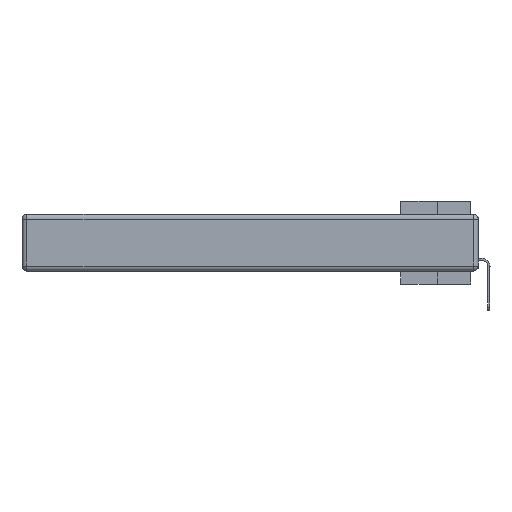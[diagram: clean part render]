
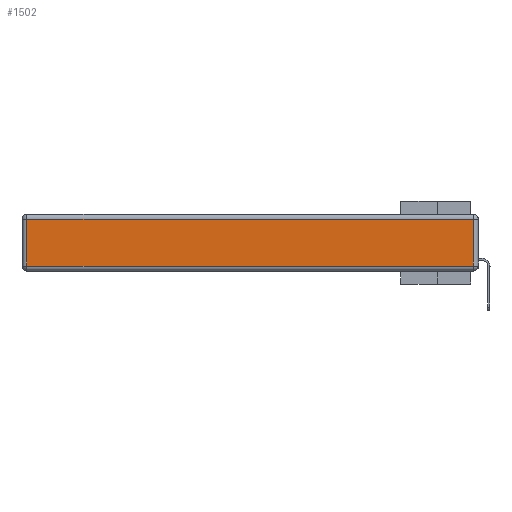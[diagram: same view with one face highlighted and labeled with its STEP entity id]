
A CAD part, left-side view. The second image highlights one B-rep face of the part: STEP entity #1502.
In plain terms, the highlighted planar face has unit normal (-1, 0, 0).
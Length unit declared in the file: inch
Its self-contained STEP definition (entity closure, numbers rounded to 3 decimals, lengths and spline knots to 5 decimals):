
#71 = LINE ( 'NONE', #9644, #29299 ) ;
#188 = VERTEX_POINT ( 'NONE', #23680 ) ;
#225 = DIRECTION ( 'NONE',  ( 0., 0., 1. ) ) ;
#1135 = DIRECTION ( 'NONE',  ( 0., 0., -1. ) ) ;
#1480 = VERTEX_POINT ( 'NONE', #23689 ) ;
#1502 = ADVANCED_FACE ( 'NONE', ( #15319 ), #27774, .T. ) ;
#2400 = VERTEX_POINT ( 'NONE', #9289 ) ;
#3949 = LINE ( 'NONE', #25987, #13697 ) ;
#6320 = EDGE_CURVE ( 'NONE', #26828, #2400, #17049, .T. ) ;
#7030 = VECTOR ( 'NONE', #1135, 39.37008 ) ;
#7897 = EDGE_LOOP ( 'NONE', ( #39517, #8794, #26526, #36340 ) ) ;
#8794 = ORIENTED_EDGE ( 'NONE', *, *, #6320, .T. ) ;
#9289 = CARTESIAN_POINT ( 'NONE',  ( 0., 0.03, -0.03 ) ) ;
#9644 = CARTESIAN_POINT ( 'NONE',  ( 0., 2.75, -0.03 ) ) ;
#10888 = DIRECTION ( 'NONE',  ( 0., -1., 0. ) ) ;
#12103 = DIRECTION ( 'NONE',  ( 0., 1., 0. ) ) ;
#13230 = CARTESIAN_POINT ( 'NONE',  ( 0., 0.03, -0.313 ) ) ;
#13697 = VECTOR ( 'NONE', #10888, 39.37008 ) ;
#13785 = DIRECTION ( 'NONE',  ( 0., 0., 1. ) ) ;
#13910 = EDGE_CURVE ( 'NONE', #1480, #188, #16622, .T. ) ;
#14265 = AXIS2_PLACEMENT_3D ( 'NONE', #15708, #15514, #225 ) ;
#15206 = EDGE_CURVE ( 'NONE', #188, #26828, #3949, .T. ) ;
#15319 = FACE_OUTER_BOUND ( 'NONE', #7897, .T. ) ;
#15514 = DIRECTION ( 'NONE',  ( -1., 0., 0. ) ) ;
#15708 = CARTESIAN_POINT ( 'NONE',  ( 0., 0., -0.343 ) ) ;
#16622 = LINE ( 'NONE', #31763, #7030 ) ;
#17049 = LINE ( 'NONE', #38328, #21211 ) ;
#20309 = EDGE_CURVE ( 'NONE', #2400, #1480, #71, .T. ) ;
#21211 = VECTOR ( 'NONE', #13785, 39.37008 ) ;
#23680 = CARTESIAN_POINT ( 'NONE',  ( 0., 2.72, -0.313 ) ) ;
#23689 = CARTESIAN_POINT ( 'NONE',  ( 0., 2.72, -0.03 ) ) ;
#25987 = CARTESIAN_POINT ( 'NONE',  ( 0., 0., -0.313 ) ) ;
#26526 = ORIENTED_EDGE ( 'NONE', *, *, #20309, .T. ) ;
#26828 = VERTEX_POINT ( 'NONE', #13230 ) ;
#27774 = PLANE ( 'NONE',  #14265 ) ;
#29299 = VECTOR ( 'NONE', #12103, 39.37008 ) ;
#31763 = CARTESIAN_POINT ( 'NONE',  ( 0., 2.72, -0.343 ) ) ;
#36340 = ORIENTED_EDGE ( 'NONE', *, *, #13910, .T. ) ;
#38328 = CARTESIAN_POINT ( 'NONE',  ( 0., 0.03, -0.343 ) ) ;
#39517 = ORIENTED_EDGE ( 'NONE', *, *, #15206, .T. ) ;
